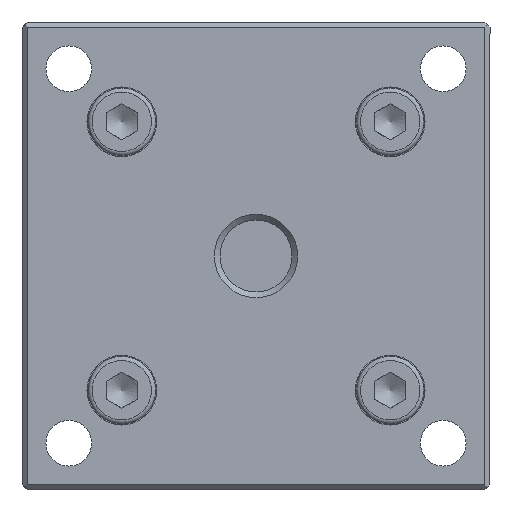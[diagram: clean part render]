
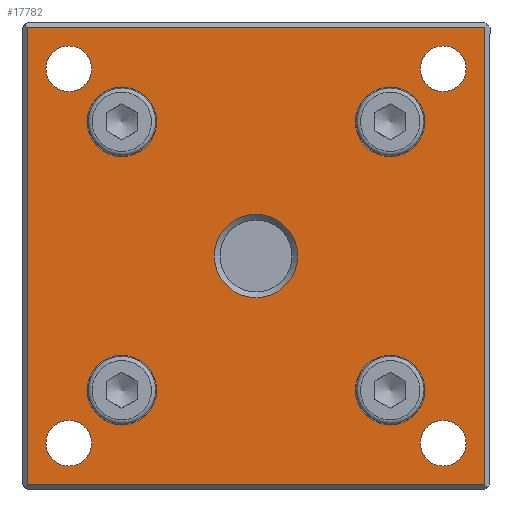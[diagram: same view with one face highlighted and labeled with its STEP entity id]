
A CAD part, left-side view. The second image highlights one B-rep face of the part: STEP entity #17782.
In plain terms, the highlighted planar face has unit normal (-1, 0, 0).
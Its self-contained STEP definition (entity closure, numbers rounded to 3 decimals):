
#17193=CARTESIAN_POINT('',(-116.484,0.,-8.));
#17194=VERTEX_POINT('',#17193);
#17195=CARTESIAN_POINT('',(-116.484,0.,0.));
#17196=DIRECTION('',(1.0,0.0,0.0));
#17197=DIRECTION('',(0.0,0.0,-1.0));
#17198=AXIS2_PLACEMENT_3D('',#17195,#17196,#17197);
#17199=CIRCLE('',#17198,8.);
#17200=EDGE_CURVE('',#17194,#17194,#17199,.T.);
#17224=CARTESIAN_POINT('',(-116.484,36.,31.6));
#17225=VERTEX_POINT('',#17224);
#17226=CARTESIAN_POINT('',(-116.484,36.,36.));
#17227=DIRECTION('',(1.0,0.0,0.0));
#17228=DIRECTION('',(0.0,0.0,-1.0));
#17229=AXIS2_PLACEMENT_3D('',#17226,#17227,#17228);
#17230=CIRCLE('',#17229,4.4);
#17231=EDGE_CURVE('',#17225,#17225,#17230,.T.);
#17252=CARTESIAN_POINT('',(-116.484,-36.,31.6));
#17253=VERTEX_POINT('',#17252);
#17254=CARTESIAN_POINT('',(-116.484,-36.,36.));
#17255=DIRECTION('',(1.0,0.0,0.0));
#17256=DIRECTION('',(0.0,0.0,-1.0));
#17257=AXIS2_PLACEMENT_3D('',#17254,#17255,#17256);
#17258=CIRCLE('',#17257,4.4);
#17259=EDGE_CURVE('',#17253,#17253,#17258,.T.);
#17280=CARTESIAN_POINT('',(-116.484,-36.,-40.4));
#17281=VERTEX_POINT('',#17280);
#17282=CARTESIAN_POINT('',(-116.484,-36.,-36.));
#17283=DIRECTION('',(1.0,0.0,0.0));
#17284=DIRECTION('',(0.0,0.0,-1.0));
#17285=AXIS2_PLACEMENT_3D('',#17282,#17283,#17284);
#17286=CIRCLE('',#17285,4.4);
#17287=EDGE_CURVE('',#17281,#17281,#17286,.T.);
#17308=CARTESIAN_POINT('',(-116.484,36.,-40.4));
#17309=VERTEX_POINT('',#17308);
#17310=CARTESIAN_POINT('',(-116.484,36.,-36.));
#17311=DIRECTION('',(1.0,0.0,0.0));
#17312=DIRECTION('',(0.0,0.0,-1.0));
#17313=AXIS2_PLACEMENT_3D('',#17310,#17311,#17312);
#17314=CIRCLE('',#17313,4.4);
#17315=EDGE_CURVE('',#17309,#17309,#17314,.T.);
#17325=CARTESIAN_POINT('',(-116.484,25.809,-32.509));
#17326=VERTEX_POINT('',#17325);
#17327=CARTESIAN_POINT('',(-116.484,25.809,-25.809));
#17328=DIRECTION('',(1.0,0.0,0.0));
#17329=DIRECTION('',(0.0,0.0,-1.0));
#17330=AXIS2_PLACEMENT_3D('',#17327,#17328,#17329);
#17331=CIRCLE('',#17330,6.7);
#17332=EDGE_CURVE('',#17326,#17326,#17331,.T.);
#17365=CARTESIAN_POINT('',(-116.484,-32.509,-25.809));
#17366=VERTEX_POINT('',#17365);
#17367=CARTESIAN_POINT('',(-116.484,-25.809,-25.809));
#17368=DIRECTION('',(1.0,0.0,0.0));
#17369=DIRECTION('',(0.0,-1.0,0.0));
#17370=AXIS2_PLACEMENT_3D('',#17367,#17368,#17369);
#17371=CIRCLE('',#17370,6.7);
#17372=EDGE_CURVE('',#17366,#17366,#17371,.T.);
#17405=CARTESIAN_POINT('',(-116.484,-25.809,32.509));
#17406=VERTEX_POINT('',#17405);
#17407=CARTESIAN_POINT('',(-116.484,-25.809,25.809));
#17408=DIRECTION('',(1.0,0.0,0.0));
#17409=DIRECTION('',(0.0,0.0,1.0));
#17410=AXIS2_PLACEMENT_3D('',#17407,#17408,#17409);
#17411=CIRCLE('',#17410,6.7);
#17412=EDGE_CURVE('',#17406,#17406,#17411,.T.);
#17453=CARTESIAN_POINT('',(-116.484,32.509,25.809));
#17454=VERTEX_POINT('',#17453);
#17455=CARTESIAN_POINT('',(-116.484,25.809,25.809));
#17456=DIRECTION('',(1.0,0.0,0.0));
#17457=DIRECTION('',(0.0,1.0,0.0));
#17458=AXIS2_PLACEMENT_3D('',#17455,#17456,#17457);
#17459=CIRCLE('',#17458,6.7);
#17460=EDGE_CURVE('',#17454,#17454,#17459,.T.);
#17619=CARTESIAN_POINT('',(-116.484,-44.,-44.));
#17620=VERTEX_POINT('',#17619);
#17629=CARTESIAN_POINT('',(-116.484,44.,-44.));
#17630=VERTEX_POINT('',#17629);
#17631=CARTESIAN_POINT('',(-116.484,-44.,-44.));
#17632=DIRECTION('',(0.0,1.0,0.0));
#17633=VECTOR('',#17632,88.0);
#17634=LINE('',#17631,#17633);
#17635=EDGE_CURVE('',#17620,#17630,#17634,.T.);
#17706=CARTESIAN_POINT('',(-116.484,44.,44.));
#17707=VERTEX_POINT('',#17706);
#17723=CARTESIAN_POINT('',(-116.484,44.,-44.));
#17724=DIRECTION('',(0.0,0.0,1.0));
#17725=VECTOR('',#17724,88.);
#17726=LINE('',#17723,#17725);
#17727=EDGE_CURVE('',#17630,#17707,#17726,.T.);
#17732=CARTESIAN_POINT('',(-116.484,0.,0.));
#17733=DIRECTION('',(-1.0,0.0,0.0));
#17734=DIRECTION('',(0.0,0.0,-1.0));
#17735=AXIS2_PLACEMENT_3D('',#17732,#17733,#17734);
#17736=PLANE('',#17735);
#17737=CARTESIAN_POINT('',(-116.484,-44.,44.));
#17738=VERTEX_POINT('',#17737);
#17739=CARTESIAN_POINT('',(-116.484,44.,44.));
#17740=DIRECTION('',(0.0,-1.0,0.0));
#17741=VECTOR('',#17740,88.0);
#17742=LINE('',#17739,#17741);
#17743=EDGE_CURVE('',#17707,#17738,#17742,.T.);
#17744=ORIENTED_EDGE('',*,*,#17743,.F.);
#17745=ORIENTED_EDGE('',*,*,#17727,.F.);
#17746=ORIENTED_EDGE('',*,*,#17635,.F.);
#17747=CARTESIAN_POINT('',(-116.484,-44.,44.));
#17748=DIRECTION('',(0.0,0.0,-1.0));
#17749=VECTOR('',#17748,88.0);
#17750=LINE('',#17747,#17749);
#17751=EDGE_CURVE('',#17738,#17620,#17750,.T.);
#17752=ORIENTED_EDGE('',*,*,#17751,.F.);
#17753=EDGE_LOOP('',(#17744,#17745,#17746,#17752));
#17754=FACE_OUTER_BOUND('',#17753,.T.);
#17755=ORIENTED_EDGE('',*,*,#17460,.T.);
#17756=EDGE_LOOP('',(#17755));
#17757=FACE_BOUND('',#17756,.T.);
#17758=ORIENTED_EDGE('',*,*,#17412,.T.);
#17759=EDGE_LOOP('',(#17758));
#17760=FACE_BOUND('',#17759,.T.);
#17761=ORIENTED_EDGE('',*,*,#17372,.T.);
#17762=EDGE_LOOP('',(#17761));
#17763=FACE_BOUND('',#17762,.T.);
#17764=ORIENTED_EDGE('',*,*,#17332,.T.);
#17765=EDGE_LOOP('',(#17764));
#17766=FACE_BOUND('',#17765,.T.);
#17767=ORIENTED_EDGE('',*,*,#17315,.T.);
#17768=EDGE_LOOP('',(#17767));
#17769=FACE_BOUND('',#17768,.T.);
#17770=ORIENTED_EDGE('',*,*,#17287,.T.);
#17771=EDGE_LOOP('',(#17770));
#17772=FACE_BOUND('',#17771,.T.);
#17773=ORIENTED_EDGE('',*,*,#17259,.T.);
#17774=EDGE_LOOP('',(#17773));
#17775=FACE_BOUND('',#17774,.T.);
#17776=ORIENTED_EDGE('',*,*,#17231,.T.);
#17777=EDGE_LOOP('',(#17776));
#17778=FACE_BOUND('',#17777,.T.);
#17779=ORIENTED_EDGE('',*,*,#17200,.T.);
#17780=EDGE_LOOP('',(#17779));
#17781=FACE_BOUND('',#17780,.T.);
#17782=ADVANCED_FACE('',(#17754,#17757,#17760,#17763,#17766,#17769,#17772,#17775,#17778,#17781),#17736,.T.);
